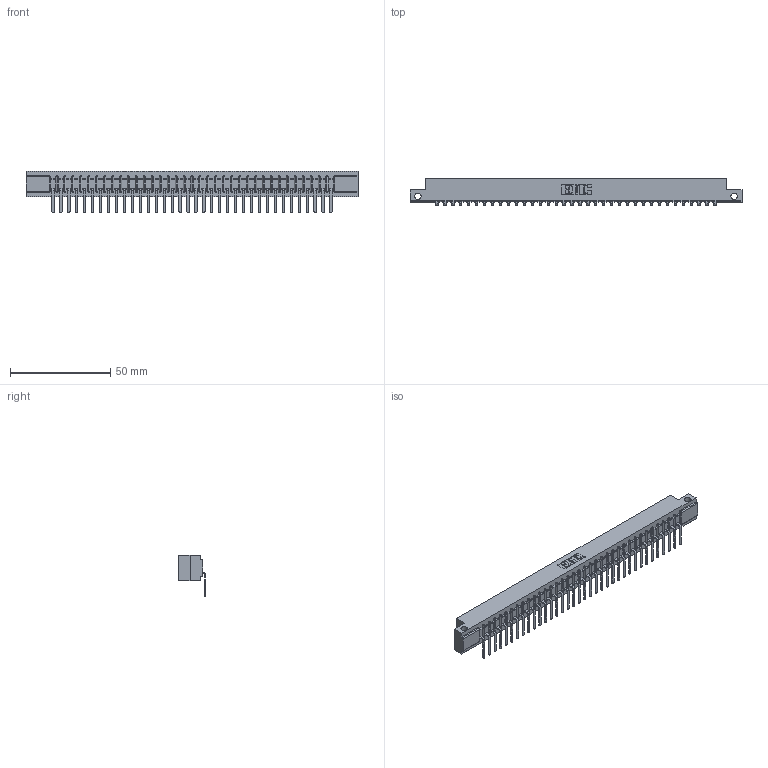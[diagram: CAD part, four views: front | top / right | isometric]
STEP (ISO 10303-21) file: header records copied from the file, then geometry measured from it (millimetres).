
FILE_DESCRIPTION (( 'STEP AP203' ), '1' );
FILE_NAME ('307-036-557-112.STEP', '2019-09-05T08:08:48', ( '' ), ( '' ), 'SwSTEP 2.0', 'SolidWorks 2016', '' );
FILE_SCHEMA (( 'CONFIG_CONTROL_DESIGN' ));
Length unit declared in the file: inch
Products named in the file (3): 307-290-002_557; 307 Part_.128 Dia Side Mounting Holes; 307-036-557-112
Assembly tree (37 placements, depth 2):
  307-036-557-112
    307 Part_.128 Dia Side Mounting Holes
    307-290-002_557  x36
Bounding box: 165.66 x 13.32 x 20.66 mm (x, y, z)
Volume: 17637.9 mm3; surface area: 22666.3 mm2
Topology: 37 solids, 37 shells, 2963 faces, 9107 edges, 5970 vertices
Faces by surface type: plane 1762, cylinder 1127, sphere 74
Entity records: 32458 total; most frequent: CARTESIAN_POINT 5476, ORIENTED_EDGE 5466, DIRECTION 5323, EDGE_CURVE 2733, LINE 2089, VECTOR 2089, VERTEX_POINT 1770, AXIS2_PLACEMENT_3D 1617
